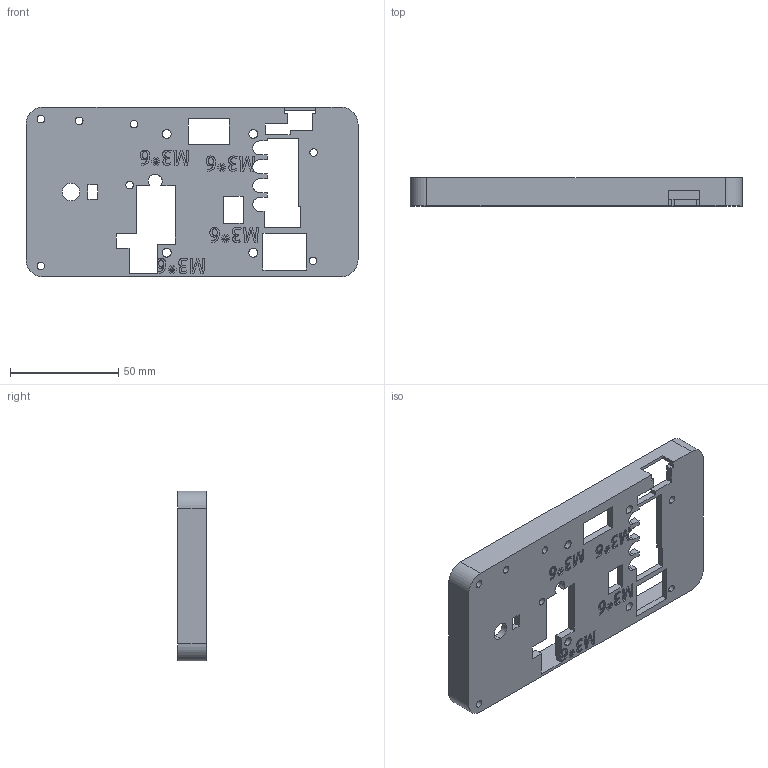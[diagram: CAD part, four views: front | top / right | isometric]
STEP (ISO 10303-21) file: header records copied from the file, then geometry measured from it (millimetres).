
FILE_DESCRIPTION (( 'STEP AP214' ), '1' );
FILE_NAME ('后盖-无前盖-2025030701.STEP', '2025-03-07T10:28:28', ( '' ), ( '' ), 'SwSTEP 2.0', 'SolidWorks 2018', '' );
FILE_SCHEMA (( 'AUTOMOTIVE_DESIGN' ));
Length unit declared in the file: millimetre
Products named in the file (1): 綴裔-拸ヶ裔-2025030701
Bounding box: 153.4 x 13 x 78.4 mm (x, y, z)
Volume: 37112.2 mm3; surface area: 32002.1 mm2
Topology: 1 solids, 1 shells, 458 faces, 1314 edges, 876 vertices
Faces by surface type: plane 303, bspline 116, cylinder 39
Entity records: 20582 total; most frequent: CARTESIAN_POINT 9279, ORIENTED_EDGE 2628, DIRECTION 1806, EDGE_CURVE 1314, LINE 1002, VECTOR 1002, VERTEX_POINT 876, EDGE_LOOP 514
